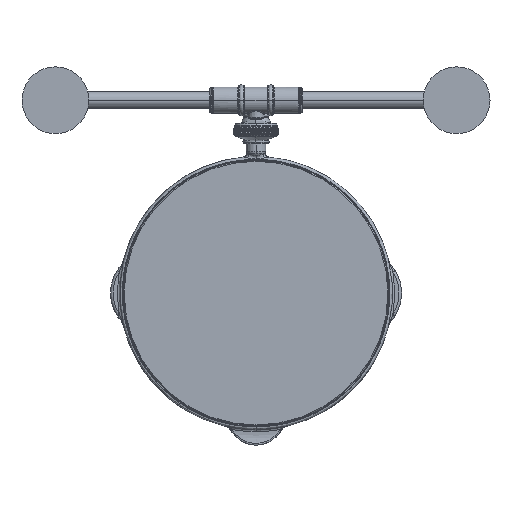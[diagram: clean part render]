
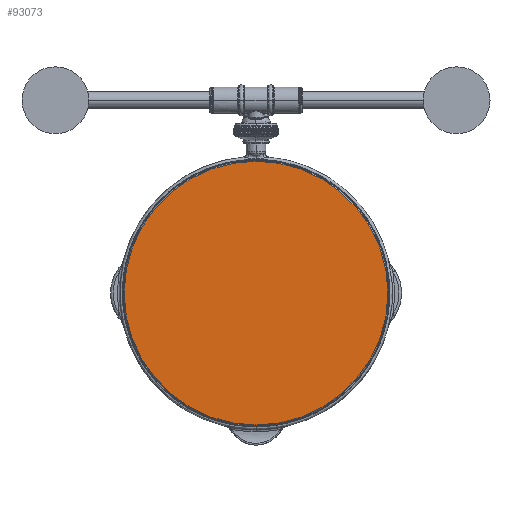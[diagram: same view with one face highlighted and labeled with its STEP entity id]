
A CAD part, front view. The second image highlights one B-rep face of the part: STEP entity #93073.
In plain terms, the highlighted planar face has unit normal (0, -1, 0).
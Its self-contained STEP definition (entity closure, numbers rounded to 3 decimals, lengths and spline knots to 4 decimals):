
#37693=CARTESIAN_POINT('',(6.0017,13.3541,
-5.7687));
#37694=DIRECTION('',(0.,-1.,0.));
#37695=DIRECTION('',(1.,0.,0.));
#37696=AXIS2_PLACEMENT_3D('',#37693,#37694,#37695);
#37698=CARTESIAN_POINT('',(6.0017,13.3541,
-5.7687));
#37699=DIRECTION('',(0.,-1.,0.));
#37700=DIRECTION('',(-1.,0.,0.));
#37701=AXIS2_PLACEMENT_3D('',#37698,#37699,#37700);
#44437=CARTESIAN_POINT('',(9.9467,13.3541,
-5.7687));
#44438=CARTESIAN_POINT('',(2.0567,13.3541,
-5.7687));
#44439=VERTEX_POINT('',#44437);
#44440=VERTEX_POINT('',#44438);
#93063=CARTESIAN_POINT('',(6.0017,13.3541,
-5.7687));
#93064=DIRECTION('',(0.,-1.,0.));
#93065=DIRECTION('',(1.,0.,0.));
#93066=AXIS2_PLACEMENT_3D('',#93063,#93064,#93065);
#93067=PLANE('',#93066);
#93069=ORIENTED_EDGE('',*,*,#93068,.F.);
#93070=ORIENTED_EDGE('',*,*,#93053,.F.);
#93071=EDGE_LOOP('',(#93069,#93070));
#93072=FACE_OUTER_BOUND('',#93071,.F.);
#93073=ADVANCED_FACE('',(#93072),#93067,.T.);
#37697=CIRCLE('',#37696,3.945);
#37702=CIRCLE('',#37701,3.945);
#93053=EDGE_CURVE('',#44440,#44439,#37702,.T.);
#93068=EDGE_CURVE('',#44439,#44440,#37697,.T.);
